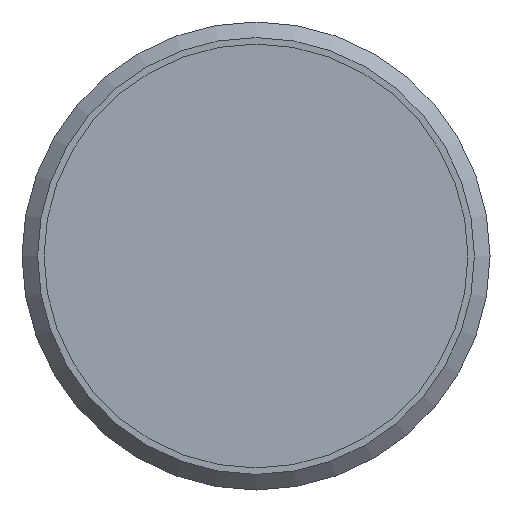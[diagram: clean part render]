
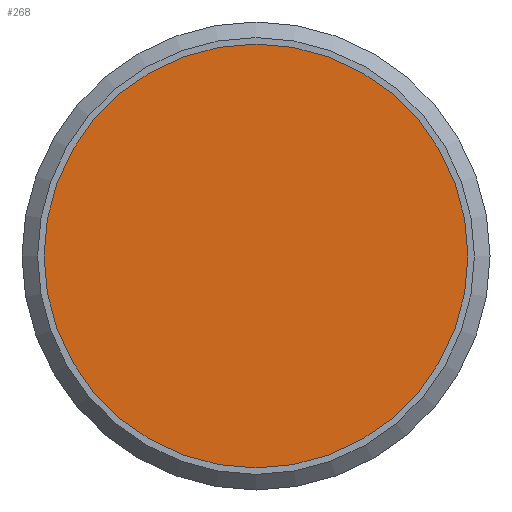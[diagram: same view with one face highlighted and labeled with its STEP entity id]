
A CAD part, front view. The second image highlights one B-rep face of the part: STEP entity #268.
In plain terms, the highlighted planar face has unit normal (0, -1, 0).
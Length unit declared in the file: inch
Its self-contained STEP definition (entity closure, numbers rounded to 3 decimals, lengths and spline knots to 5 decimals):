
#37 = DIRECTION ( 'NONE',  ( 0., 0., -1. ) ) ;
#171 = AXIS2_PLACEMENT_3D ( 'NONE', #756, #474, #197 ) ;
#197 = DIRECTION ( 'NONE',  ( 0., 0., 1. ) ) ;
#268 = ADVANCED_FACE ( 'NONE', ( #985 ), #1072, .F. ) ;
#276 = EDGE_CURVE ( 'NONE', #1069, #1069, #961, .T. ) ;
#284 = ORIENTED_EDGE ( 'NONE', *, *, #276, .F. ) ;
#474 = DIRECTION ( 'NONE',  ( 0., 1., 0. ) ) ;
#555 = CARTESIAN_POINT ( 'NONE',  ( 0., -1.28543, -0.32087 ) ) ;
#749 = DIRECTION ( 'NONE',  ( 0., 1., 0. ) ) ;
#756 = CARTESIAN_POINT ( 'NONE',  ( 0., -1.28543, 0. ) ) ;
#961 = CIRCLE ( 'NONE', #1111, 0.32087 ) ;
#985 = FACE_OUTER_BOUND ( 'NONE', #1077, .T. ) ;
#1069 = VERTEX_POINT ( 'NONE', #555 ) ;
#1072 = PLANE ( 'NONE',  #171 ) ;
#1077 = EDGE_LOOP ( 'NONE', ( #284 ) ) ;
#1094 = CARTESIAN_POINT ( 'NONE',  ( 0., -1.28543, 0. ) ) ;
#1111 = AXIS2_PLACEMENT_3D ( 'NONE', #1094, #749, #37 ) ;
